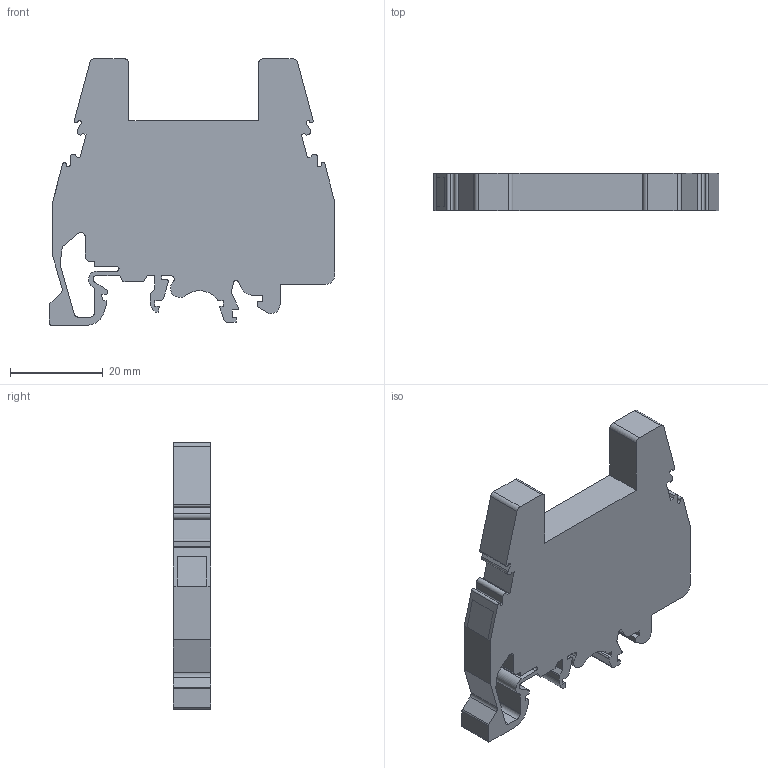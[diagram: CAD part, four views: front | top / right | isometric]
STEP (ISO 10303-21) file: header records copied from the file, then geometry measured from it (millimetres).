
FILE_DESCRIPTION(/* description */ ('Unknown'),/* implementation_level */ '2;1');
FILE_NAME(/* name */ '6KUTD10H_RE',/* time_stamp */ '2016-11-17T10:41:28+05:00',/* author */ ('Unknown'),/* organization */ ('Unknown'),/* preprocessor_version */ 'ST-DEVELOPER v16',/* originating_system */ 'DEX',/* authorisation */ $);
FILE_SCHEMA (('AUTOMOTIVE_DESIGN {1 0 10303 214 3 1 1}'));
Length unit declared in the file: millimetre
Products named in the file (1): 6KUTD10H_RE
Bounding box: 61.75 x 8 x 57.6 mm (x, y, z)
Volume: 18877.6 mm3; surface area: 7810.2 mm2
Topology: 1 solids, 1 shells, 132 faces, 392 edges, 262 vertices
Faces by surface type: plane 84, cylinder 48
Entity records: 4462 total; most frequent: CARTESIAN_POINT 787, ORIENTED_EDGE 784, DIRECTION 754, EDGE_CURVE 392, LINE 296, VECTOR 296, VERTEX_POINT 262, AXIS2_PLACEMENT_3D 229
